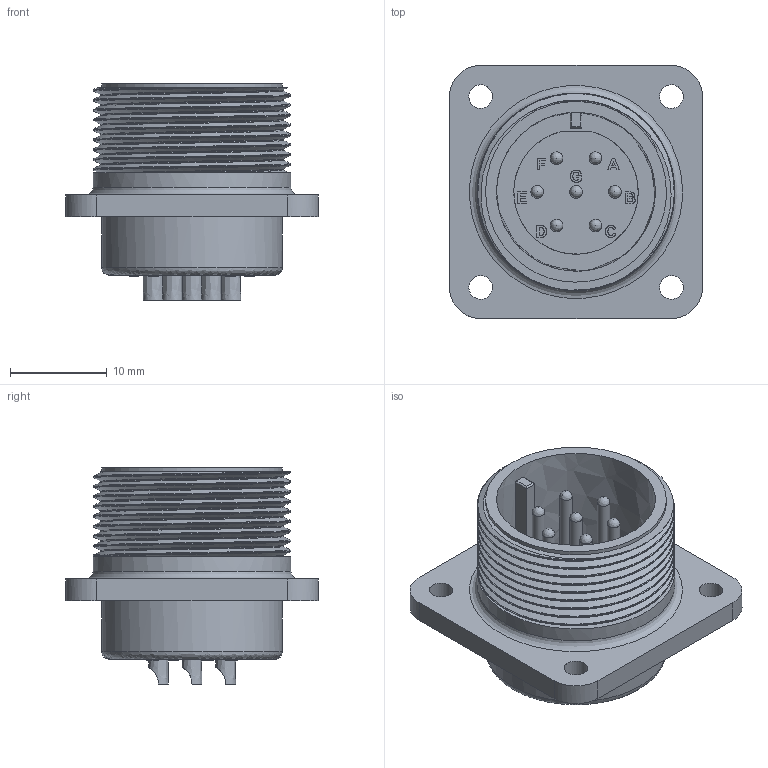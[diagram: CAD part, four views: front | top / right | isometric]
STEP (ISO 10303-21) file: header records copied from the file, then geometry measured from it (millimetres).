
FILE_DESCRIPTION(('FreeCAD Model'),'2;1');
FILE_NAME('Open CASCADE Shape Model','2025-04-26T16:37:12',('FreeCAD'),( 'FreeCAD'),'Open CASCADE STEP processor 7.6','FreeCAD','Unknown');
FILE_SCHEMA(('AUTOMOTIVE_DESIGN { 1 0 10303 214 1 1 1 1 }'));
Length unit declared in the file: millimetre
Products named in the file (1): Open CASCADE STEP translator 7.6 1
Bounding box: 26.1 x 26.1 x 22.29 mm (x, y, z)
Volume: 4541.5 mm3; surface area: 5948.7 mm2
Topology: 10 solids, 10 shells, 346 faces, 882 edges, 582 vertices
Faces by surface type: bspline 346
Entity records: 16381 total; most frequent: CARTESIAN_POINT 10965, ORIENTED_EDGE 1750, EDGE_CURVE 875, B_SPLINE_CURVE_WITH_KNOTS 737, VERTEX_POINT 582, FACE_BOUND 415, EDGE_LOOP 415, ADVANCED_FACE 346
